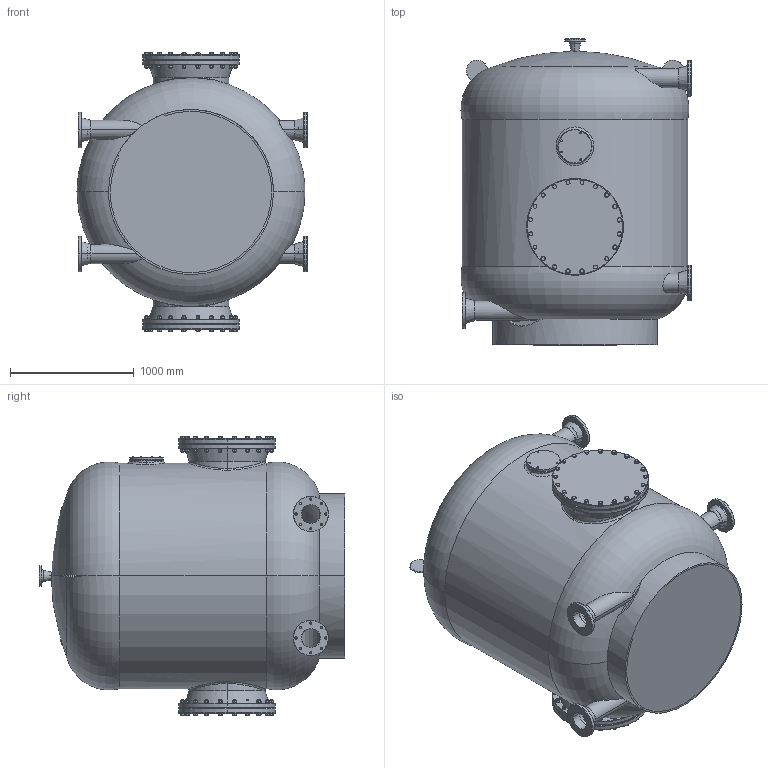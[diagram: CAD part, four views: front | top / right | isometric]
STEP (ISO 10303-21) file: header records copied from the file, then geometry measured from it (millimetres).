
FILE_DESCRIPTION (( 'STEP AP214' ), '1' );
FILE_NAME ('diatomea180c_v2_.STEP', '2020-10-30T10:45:31', ( '' ), ( '' ), 'SwSTEP 2.0', 'SolidWorks 2019', '' );
FILE_SCHEMA (( 'AUTOMOTIVE_DESIGN' ));
Length unit declared in the file: millimetre
Products named in the file (1): diatomea180c_v2_
Bounding box: 1855.75 x 2466.85 x 2246.04 mm (x, y, z)
Surface area: 23813382.1 mm2 (no closed solid volume)
Topology: 0 solids, 174 shells, 1920 faces, 4493 edges, 2724 vertices
Faces by surface type: cone 825, plane 675, cylinder 312, torus 94, bspline 10, sphere 4
Entity records: 134079 total; most frequent: CARTESIAN_POINT 77777, ORIENTED_EDGE 8110, DIRECTION 4721, EDGE_CURVE 4493, B_SPLINE_CURVE_WITH_KNOTS 3970, VERTEX_POINT 2724, AXIS2_PLACEMENT_3D 2287, EDGE_LOOP 2045
